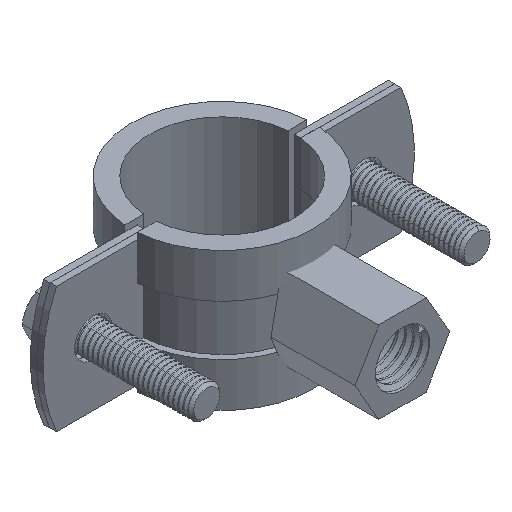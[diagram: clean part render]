
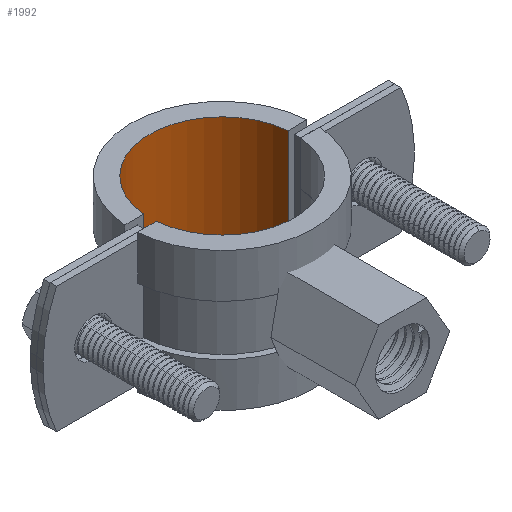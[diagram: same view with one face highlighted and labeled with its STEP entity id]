
A CAD part, isometric view. The second image highlights one B-rep face of the part: STEP entity #1992.
In plain terms, the highlighted cylindrical face has radius 11.5 mm (diameter 23 mm), a partial arc.
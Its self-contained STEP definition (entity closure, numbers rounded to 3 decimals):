
#192 = DIRECTION ( 'NONE',  ( -1., 0., 0. ) ) ;
#348 = DIRECTION ( 'NONE',  ( -1., 0., 0. ) ) ;
#1065 = FACE_OUTER_BOUND ( 'NONE', #9453, .T. ) ;
#1173 = CIRCLE ( 'NONE', #9705, 11.5 ) ;
#1225 = VERTEX_POINT ( 'NONE', #4594 ) ;
#1992 = ADVANCED_FACE ( 'NONE', ( #1065 ), #2976, .F. ) ;
#2286 = CARTESIAN_POINT ( 'NONE',  ( 29.463, 0., -1. ) ) ;
#2466 = CARTESIAN_POINT ( 'NONE',  ( 40.919, 1., 21. ) ) ;
#2976 = CYLINDRICAL_SURFACE ( 'NONE', #4491, 11.5 ) ;
#3488 = VECTOR ( 'NONE', #7932, 1000. ) ;
#3665 = CARTESIAN_POINT ( 'NONE',  ( 29.463, 0., 21. ) ) ;
#3670 = VERTEX_POINT ( 'NONE', #10078 ) ;
#3960 = EDGE_CURVE ( 'NONE', #3670, #4907, #1173, .T. ) ;
#3961 = VECTOR ( 'NONE', #8577, 1000. ) ;
#4138 = EDGE_CURVE ( 'NONE', #3670, #5536, #6028, .T. ) ;
#4491 = AXIS2_PLACEMENT_3D ( 'NONE', #4672, #8169, #192 ) ;
#4540 = CARTESIAN_POINT ( 'NONE',  ( 40.919, 1., 21. ) ) ;
#4594 = CARTESIAN_POINT ( 'NONE',  ( 40.919, 1., -1. ) ) ;
#4672 = CARTESIAN_POINT ( 'NONE',  ( 29.463, 0., 21. ) ) ;
#4907 = VERTEX_POINT ( 'NONE', #4540 ) ;
#4960 = DIRECTION ( 'NONE',  ( 0., 0., -1. ) ) ;
#5216 = CARTESIAN_POINT ( 'NONE',  ( 18.006, 1., 21. ) ) ;
#5536 = VERTEX_POINT ( 'NONE', #8333 ) ;
#5834 = ORIENTED_EDGE ( 'NONE', *, *, #9308, .T. ) ;
#5943 = LINE ( 'NONE', #2466, #3488 ) ;
#6028 = LINE ( 'NONE', #5216, #3961 ) ;
#6318 = ORIENTED_EDGE ( 'NONE', *, *, #9418, .F. ) ;
#6334 = DIRECTION ( 'NONE',  ( 0., 0., -1. ) ) ;
#7328 = ORIENTED_EDGE ( 'NONE', *, *, #3960, .F. ) ;
#7457 = DIRECTION ( 'NONE',  ( -1., 0., 0. ) ) ;
#7779 = AXIS2_PLACEMENT_3D ( 'NONE', #2286, #4960, #7457 ) ;
#7932 = DIRECTION ( 'NONE',  ( 0., 0., -1. ) ) ;
#8169 = DIRECTION ( 'NONE',  ( 0., 0., -1. ) ) ;
#8333 = CARTESIAN_POINT ( 'NONE',  ( 18.006, 1., -1. ) ) ;
#8398 = ORIENTED_EDGE ( 'NONE', *, *, #4138, .T. ) ;
#8506 = CIRCLE ( 'NONE', #7779, 11.5 ) ;
#8577 = DIRECTION ( 'NONE',  ( 0., 0., -1. ) ) ;
#9308 = EDGE_CURVE ( 'NONE', #5536, #1225, #8506, .T. ) ;
#9418 = EDGE_CURVE ( 'NONE', #4907, #1225, #5943, .T. ) ;
#9453 = EDGE_LOOP ( 'NONE', ( #8398, #5834, #6318, #7328 ) ) ;
#9705 = AXIS2_PLACEMENT_3D ( 'NONE', #3665, #6334, #348 ) ;
#10078 = CARTESIAN_POINT ( 'NONE',  ( 18.006, 1., 21. ) ) ;
